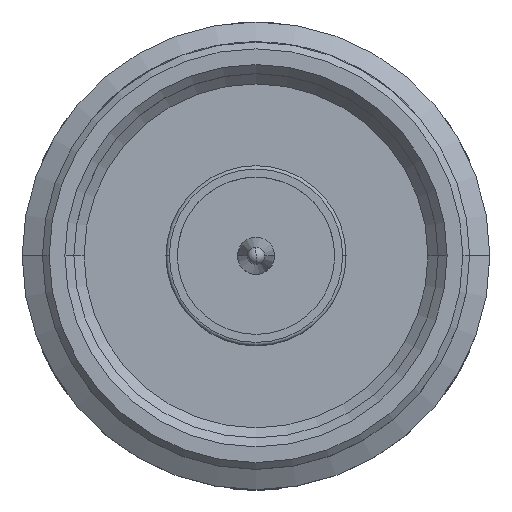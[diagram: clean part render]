
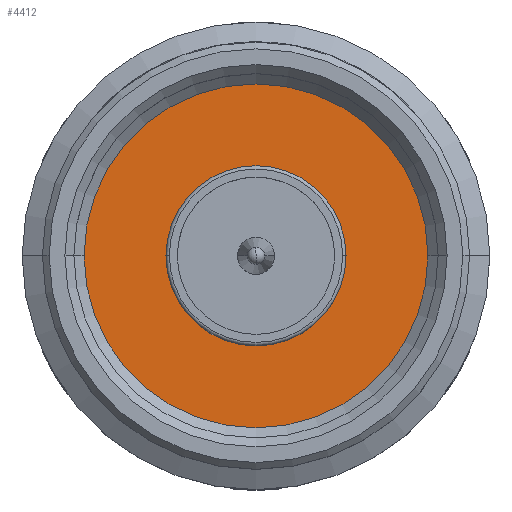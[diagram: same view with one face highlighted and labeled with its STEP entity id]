
A CAD part, top view. The second image highlights one B-rep face of the part: STEP entity #4412.
In plain terms, the highlighted planar face has unit normal (0, 0, 1).
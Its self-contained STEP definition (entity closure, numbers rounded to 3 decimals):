
#144 = DIRECTION ( 'NONE',  ( -1., 0., 0. ) ) ;
#833 = DIRECTION ( 'NONE',  ( 0., 0., -1. ) ) ;
#967 = CARTESIAN_POINT ( 'NONE',  ( -7.647, 0., -3.303 ) ) ;
#1212 = EDGE_LOOP ( 'NONE', ( #7478, #10996 ) ) ;
#1437 = VERTEX_POINT ( 'NONE', #3687 ) ;
#1575 = FACE_OUTER_BOUND ( 'NONE', #1212, .T. ) ;
#2026 = ORIENTED_EDGE ( 'NONE', *, *, #11259, .T. ) ;
#2375 = CARTESIAN_POINT ( 'NONE',  ( 0., 0., -3.303 ) ) ;
#2850 = CIRCLE ( 'NONE', #12758, 7.647 ) ;
#3027 = AXIS2_PLACEMENT_3D ( 'NONE', #2375, #10812, #3596 ) ;
#3544 = CARTESIAN_POINT ( 'NONE',  ( 0., 0., -3.303 ) ) ;
#3596 = DIRECTION ( 'NONE',  ( -1., 0., 0. ) ) ;
#3687 = CARTESIAN_POINT ( 'NONE',  ( 7.647, 0., -3.303 ) ) ;
#3715 = AXIS2_PLACEMENT_3D ( 'NONE', #8035, #833, #9256 ) ;
#3723 = CARTESIAN_POINT ( 'NONE',  ( 0., 0., -3.303 ) ) ;
#4412 = ADVANCED_FACE ( 'NONE', ( #4779, #1575 ), #12062, .F. ) ;
#4753 = DIRECTION ( 'NONE',  ( -1., 0., 0. ) ) ;
#4779 = FACE_BOUND ( 'NONE', #9308, .T. ) ;
#5139 = CIRCLE ( 'NONE', #3027, 4.005 ) ;
#5996 = VERTEX_POINT ( 'NONE', #967 ) ;
#6006 = VERTEX_POINT ( 'NONE', #14337 ) ;
#6849 = CARTESIAN_POINT ( 'NONE',  ( 0., 0., -3.303 ) ) ;
#7368 = DIRECTION ( 'NONE',  ( 0., 0., -1. ) ) ;
#7478 = ORIENTED_EDGE ( 'NONE', *, *, #8508, .T. ) ;
#8034 = DIRECTION ( 'NONE',  ( -1., 0., 0. ) ) ;
#8035 = CARTESIAN_POINT ( 'NONE',  ( 0., 0., -3.303 ) ) ;
#8508 = EDGE_CURVE ( 'NONE', #1437, #5996, #15720, .T. ) ;
#9256 = DIRECTION ( 'NONE',  ( -1., 0., 0. ) ) ;
#9308 = EDGE_LOOP ( 'NONE', ( #2026, #11559 ) ) ;
#10812 = DIRECTION ( 'NONE',  ( 0., 0., -1. ) ) ;
#10996 = ORIENTED_EDGE ( 'NONE', *, *, #14034, .T. ) ;
#11259 = EDGE_CURVE ( 'NONE', #12328, #6006, #12242, .T. ) ;
#11441 = AXIS2_PLACEMENT_3D ( 'NONE', #3723, #7368, #144 ) ;
#11559 = ORIENTED_EDGE ( 'NONE', *, *, #13942, .T. ) ;
#11986 = DIRECTION ( 'NONE',  ( 0., 0., 1. ) ) ;
#12062 = PLANE ( 'NONE',  #11441 ) ;
#12242 = CIRCLE ( 'NONE', #3715, 4.005 ) ;
#12328 = VERTEX_POINT ( 'NONE', #15582 ) ;
#12758 = AXIS2_PLACEMENT_3D ( 'NONE', #6849, #15349, #8034 ) ;
#12763 = AXIS2_PLACEMENT_3D ( 'NONE', #3544, #11986, #4753 ) ;
#13942 = EDGE_CURVE ( 'NONE', #6006, #12328, #5139, .T. ) ;
#14034 = EDGE_CURVE ( 'NONE', #5996, #1437, #2850, .T. ) ;
#14337 = CARTESIAN_POINT ( 'NONE',  ( -4.005, 0., -3.303 ) ) ;
#15349 = DIRECTION ( 'NONE',  ( 0., 0., 1. ) ) ;
#15582 = CARTESIAN_POINT ( 'NONE',  ( 4.005, 0., -3.303 ) ) ;
#15720 = CIRCLE ( 'NONE', #12763, 7.647 ) ;
